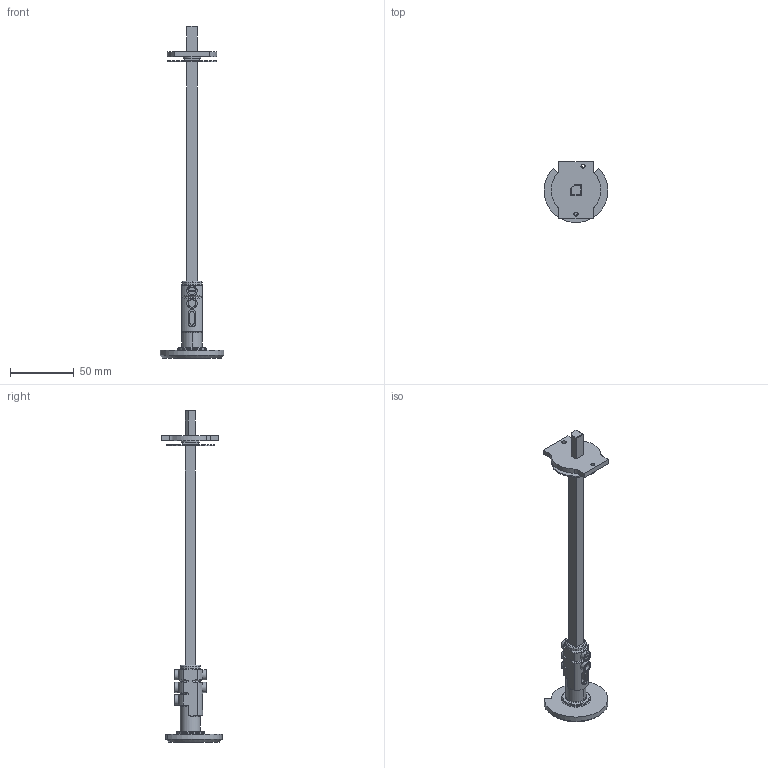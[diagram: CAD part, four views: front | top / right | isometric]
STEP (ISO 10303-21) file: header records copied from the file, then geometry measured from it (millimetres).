
FILE_DESCRIPTION((''),'2;1');
FILE_NAME('VZ18_ASM','2018-02-02T',('SESA468396'),('Schneider-Electric'),'PRO/ENGINEER BY PARAMETRIC TECHNOLOGY CORPORATION, 2015440','PRO/ENGINEER BY PARAMETRIC TECHNOLOGY CORPORATION, 2015440','');
FILE_SCHEMA(('CONFIG_CONTROL_DESIGN'));
Length unit declared in the file: millimetre
Products named in the file (3): VZ18_1; VZ18_2; VZ18_ASM
Assembly tree (2 placements, depth 2):
  VZ18_ASM
    VZ18_1
    VZ18_2
Bounding box: 49.81 x 47.25 x 259.7 mm (x, y, z)
Volume: 39812.5 mm3; surface area: 22925 mm2
Topology: 2 solids, 2 shells, 194 faces, 472 edges, 297 vertices
Faces by surface type: plane 112, cylinder 60, torus 18, cone 4
Entity records: 6087 total; most frequent: CARTESIAN_POINT 1410, DIRECTION 977, ORIENTED_EDGE 944, EDGE_CURVE 472, AXIS2_PLACEMENT_3D 364, VERTEX_POINT 299, VECTOR 249, LINE 249
